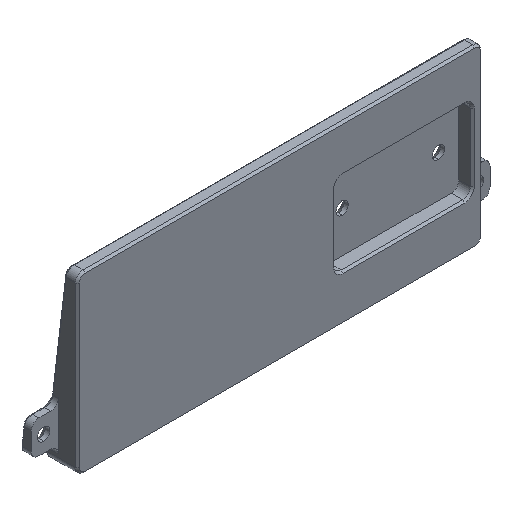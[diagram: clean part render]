
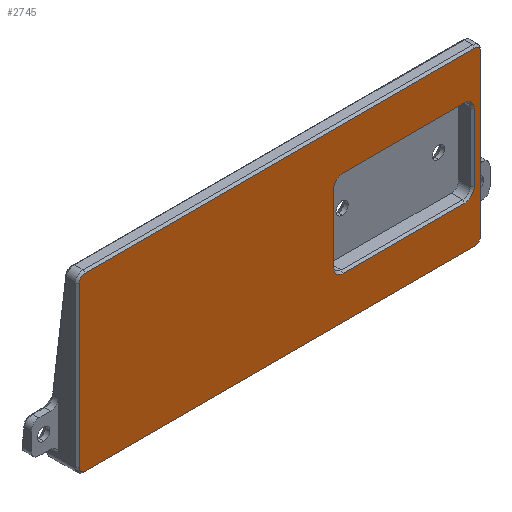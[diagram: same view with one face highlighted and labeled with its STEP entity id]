
A CAD part, isometric view. The second image highlights one B-rep face of the part: STEP entity #2745.
In plain terms, the highlighted planar face has unit normal (0, -1, 0).
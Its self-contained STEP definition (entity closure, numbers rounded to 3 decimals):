
#15 = EDGE_CURVE ( 'NONE', #861, #632, #290, .T. ) ;
#21 = AXIS2_PLACEMENT_3D ( 'NONE', #687, #1748, #2587 ) ;
#29 = DIRECTION ( 'NONE',  ( 0., 1., 0. ) ) ;
#41 = CARTESIAN_POINT ( 'NONE',  ( 0., 0., 0. ) ) ;
#98 = VERTEX_POINT ( 'NONE', #132 ) ;
#127 = CARTESIAN_POINT ( 'NONE',  ( 69.1, 0., -11.5 ) ) ;
#132 = CARTESIAN_POINT ( 'NONE',  ( 103.3, 0., -0.5 ) ) ;
#139 = EDGE_CURVE ( 'NONE', #98, #3105, #2358, .T. ) ;
#155 = EDGE_CURVE ( 'NONE', #2777, #747, #2535, .T. ) ;
#168 = CARTESIAN_POINT ( 'NONE',  ( 2., 0., -0.5 ) ) ;
#214 = VECTOR ( 'NONE', #2930, 1000. ) ;
#229 = EDGE_CURVE ( 'NONE', #2670, #2777, #3196, .T. ) ;
#233 = DIRECTION ( 'NONE',  ( 0., 0., -1. ) ) ;
#290 = LINE ( 'NONE', #2519, #849 ) ;
#325 = CARTESIAN_POINT ( 'NONE',  ( 0.5, 0., -2. ) ) ;
#337 = EDGE_CURVE ( 'NONE', #632, #743, #3167, .T. ) ;
#357 = CARTESIAN_POINT ( 'NONE',  ( 100.7, 0., -31.6 ) ) ;
#378 = DIRECTION ( 'NONE',  ( 1., 0., 0. ) ) ;
#388 = EDGE_CURVE ( 'NONE', #1704, #861, #830, .T. ) ;
#394 = CARTESIAN_POINT ( 'NONE',  ( 2., 0., -43.6 ) ) ;
#418 = DIRECTION ( 'NONE',  ( 0., 1., 0. ) ) ;
#423 = CARTESIAN_POINT ( 'NONE',  ( 66.6, 0., -31.6 ) ) ;
#445 = DIRECTION ( 'NONE',  ( 0., 0., -1. ) ) ;
#474 = AXIS2_PLACEMENT_3D ( 'NONE', #394, #665, #445 ) ;
#491 = VECTOR ( 'NONE', #1818, 1000. ) ;
#520 = VERTEX_POINT ( 'NONE', #1068 ) ;
#554 = EDGE_CURVE ( 'NONE', #1589, #2281, #585, .T. ) ;
#585 = LINE ( 'NONE', #3093, #1806 ) ;
#587 = FACE_OUTER_BOUND ( 'NONE', #1754, .T. ) ;
#632 = VERTEX_POINT ( 'NONE', #1552 ) ;
#640 = DIRECTION ( 'NONE',  ( 0., -1., 0. ) ) ;
#661 = DIRECTION ( 'NONE',  ( 0., 1., 0. ) ) ;
#665 = DIRECTION ( 'NONE',  ( 0., -1., 0. ) ) ;
#684 = AXIS2_PLACEMENT_3D ( 'NONE', #3500, #418, #3539 ) ;
#685 = DIRECTION ( 'NONE',  ( 0., 0., -1. ) ) ;
#687 = CARTESIAN_POINT ( 'NONE',  ( 2., 0., -2. ) ) ;
#743 = VERTEX_POINT ( 'NONE', #1817 ) ;
#747 = VERTEX_POINT ( 'NONE', #423 ) ;
#771 = AXIS2_PLACEMENT_3D ( 'NONE', #41, #640, #1457 ) ;
#775 = LINE ( 'NONE', #1607, #3172 ) ;
#804 = VECTOR ( 'NONE', #2393, 1000. ) ;
#830 = CIRCLE ( 'NONE', #474, 1.5 ) ;
#849 = VECTOR ( 'NONE', #2829, 1000. ) ;
#861 = VERTEX_POINT ( 'NONE', #1340 ) ;
#875 = ORIENTED_EDGE ( 'NONE', *, *, #139, .T. ) ;
#922 = CARTESIAN_POINT ( 'NONE',  ( 103.2, 0., -31.6 ) ) ;
#923 = DIRECTION ( 'NONE',  ( 0., 0., -1. ) ) ;
#943 = CARTESIAN_POINT ( 'NONE',  ( 103.3, 0., -2. ) ) ;
#960 = DIRECTION ( 'NONE',  ( 0., 0., -1. ) ) ;
#1010 = CIRCLE ( 'NONE', #2755, 2.5 ) ;
#1025 = ORIENTED_EDGE ( 'NONE', *, *, #1157, .T. ) ;
#1040 = EDGE_CURVE ( 'NONE', #520, #98, #1138, .T. ) ;
#1068 = CARTESIAN_POINT ( 'NONE',  ( 104.8, 0., -2. ) ) ;
#1113 = EDGE_LOOP ( 'NONE', ( #2441, #1508, #2329, #2703, #1895, #1300, #3223, #2809 ) ) ;
#1138 = CIRCLE ( 'NONE', #3186, 1.5 ) ;
#1157 = EDGE_CURVE ( 'NONE', #3105, #1649, #2067, .T. ) ;
#1243 = DIRECTION ( 'NONE',  ( 0., -1., 0. ) ) ;
#1258 = CARTESIAN_POINT ( 'NONE',  ( 100.7, 0., -14. ) ) ;
#1289 = CARTESIAN_POINT ( 'NONE',  ( 69.1, 0., -34.1 ) ) ;
#1300 = ORIENTED_EDGE ( 'NONE', *, *, #229, .T. ) ;
#1340 = CARTESIAN_POINT ( 'NONE',  ( 2., 0., -45.1 ) ) ;
#1386 = ORIENTED_EDGE ( 'NONE', *, *, #1731, .T. ) ;
#1414 = PLANE ( 'NONE',  #771 ) ;
#1457 = DIRECTION ( 'NONE',  ( 0., 0., -1. ) ) ;
#1507 = ORIENTED_EDGE ( 'NONE', *, *, #1040, .T. ) ;
#1508 = ORIENTED_EDGE ( 'NONE', *, *, #1951, .T. ) ;
#1552 = CARTESIAN_POINT ( 'NONE',  ( 103.3, 0., -45.1 ) ) ;
#1575 = CARTESIAN_POINT ( 'NONE',  ( 104.8, 0., -2. ) ) ;
#1589 = VERTEX_POINT ( 'NONE', #2191 ) ;
#1607 = CARTESIAN_POINT ( 'NONE',  ( 66.6, 0., -14. ) ) ;
#1648 = LINE ( 'NONE', #2686, #1653 ) ;
#1649 = VERTEX_POINT ( 'NONE', #325 ) ;
#1653 = VECTOR ( 'NONE', #233, 1000. ) ;
#1704 = VERTEX_POINT ( 'NONE', #2101 ) ;
#1731 = EDGE_CURVE ( 'NONE', #743, #520, #2669, .T. ) ;
#1732 = DIRECTION ( 'NONE',  ( 0., 0., -1. ) ) ;
#1741 = EDGE_CURVE ( 'NONE', #3162, #2958, #2256, .T. ) ;
#1748 = DIRECTION ( 'NONE',  ( 0., -1., 0. ) ) ;
#1750 = CARTESIAN_POINT ( 'NONE',  ( 100.7, 0., -11.5 ) ) ;
#1754 = EDGE_LOOP ( 'NONE', ( #3422, #2516, #2334, #1386, #1507, #875, #1025, #2699 ) ) ;
#1765 = CARTESIAN_POINT ( 'NONE',  ( 103.3, 0., -43.6 ) ) ;
#1806 = VECTOR ( 'NONE', #2835, 1000. ) ;
#1817 = CARTESIAN_POINT ( 'NONE',  ( 104.8, 0., -43.6 ) ) ;
#1818 = DIRECTION ( 'NONE',  ( -1., 0., 0. ) ) ;
#1895 = ORIENTED_EDGE ( 'NONE', *, *, #2015, .T. ) ;
#1951 = EDGE_CURVE ( 'NONE', #2958, #2409, #2310, .T. ) ;
#2015 = EDGE_CURVE ( 'NONE', #2281, #2670, #3174, .T. ) ;
#2054 = AXIS2_PLACEMENT_3D ( 'NONE', #357, #29, #1732 ) ;
#2067 = CIRCLE ( 'NONE', #21, 1.5 ) ;
#2088 = CARTESIAN_POINT ( 'NONE',  ( 69.1, 0., -31.6 ) ) ;
#2101 = CARTESIAN_POINT ( 'NONE',  ( 0.5, 0., -43.6 ) ) ;
#2171 = VECTOR ( 'NONE', #378, 1000. ) ;
#2191 = CARTESIAN_POINT ( 'NONE',  ( 103.2, 0., -14. ) ) ;
#2212 = CARTESIAN_POINT ( 'NONE',  ( 100.7, 0., -34.1 ) ) ;
#2256 = CIRCLE ( 'NONE', #684, 2.5 ) ;
#2281 = VERTEX_POINT ( 'NONE', #922 ) ;
#2310 = LINE ( 'NONE', #1750, #2171 ) ;
#2329 = ORIENTED_EDGE ( 'NONE', *, *, #2820, .T. ) ;
#2334 = ORIENTED_EDGE ( 'NONE', *, *, #337, .T. ) ;
#2358 = LINE ( 'NONE', #168, #491 ) ;
#2393 = DIRECTION ( 'NONE',  ( -1., 0., 0. ) ) ;
#2400 = AXIS2_PLACEMENT_3D ( 'NONE', #1765, #2938, #960 ) ;
#2409 = VERTEX_POINT ( 'NONE', #3165 ) ;
#2441 = ORIENTED_EDGE ( 'NONE', *, *, #1741, .T. ) ;
#2488 = EDGE_CURVE ( 'NONE', #1649, #1704, #1648, .T. ) ;
#2507 = DIRECTION ( 'NONE',  ( 0., 0., 1. ) ) ;
#2516 = ORIENTED_EDGE ( 'NONE', *, *, #15, .T. ) ;
#2519 = CARTESIAN_POINT ( 'NONE',  ( 103.3, 0., -45.1 ) ) ;
#2535 = CIRCLE ( 'NONE', #3615, 2.5 ) ;
#2587 = DIRECTION ( 'NONE',  ( 0., 0., -1. ) ) ;
#2619 = CARTESIAN_POINT ( 'NONE',  ( 66.6, 0., -14. ) ) ;
#2667 = EDGE_CURVE ( 'NONE', #747, #3162, #775, .T. ) ;
#2669 = LINE ( 'NONE', #1575, #214 ) ;
#2670 = VERTEX_POINT ( 'NONE', #2212 ) ;
#2686 = CARTESIAN_POINT ( 'NONE',  ( 0.5, 0., -43.6 ) ) ;
#2699 = ORIENTED_EDGE ( 'NONE', *, *, #2488, .T. ) ;
#2703 = ORIENTED_EDGE ( 'NONE', *, *, #554, .T. ) ;
#2745 = ADVANCED_FACE ( 'NONE', ( #587, #2802 ), #1414, .T. ) ;
#2755 = AXIS2_PLACEMENT_3D ( 'NONE', #1258, #2968, #685 ) ;
#2777 = VERTEX_POINT ( 'NONE', #2900 ) ;
#2802 = FACE_BOUND ( 'NONE', #1113, .T. ) ;
#2809 = ORIENTED_EDGE ( 'NONE', *, *, #2667, .T. ) ;
#2820 = EDGE_CURVE ( 'NONE', #2409, #1589, #1010, .T. ) ;
#2829 = DIRECTION ( 'NONE',  ( 1., 0., 0. ) ) ;
#2835 = DIRECTION ( 'NONE',  ( 0., 0., -1. ) ) ;
#2900 = CARTESIAN_POINT ( 'NONE',  ( 69.1, 0., -34.1 ) ) ;
#2930 = DIRECTION ( 'NONE',  ( 0., 0., 1. ) ) ;
#2938 = DIRECTION ( 'NONE',  ( 0., -1., 0. ) ) ;
#2958 = VERTEX_POINT ( 'NONE', #127 ) ;
#2968 = DIRECTION ( 'NONE',  ( 0., 1., 0. ) ) ;
#3093 = CARTESIAN_POINT ( 'NONE',  ( 103.2, 0., -31.6 ) ) ;
#3105 = VERTEX_POINT ( 'NONE', #3504 ) ;
#3162 = VERTEX_POINT ( 'NONE', #2619 ) ;
#3165 = CARTESIAN_POINT ( 'NONE',  ( 100.7, 0., -11.5 ) ) ;
#3167 = CIRCLE ( 'NONE', #2400, 1.5 ) ;
#3172 = VECTOR ( 'NONE', #2507, 1000. ) ;
#3174 = CIRCLE ( 'NONE', #2054, 2.5 ) ;
#3186 = AXIS2_PLACEMENT_3D ( 'NONE', #943, #1243, #923 ) ;
#3196 = LINE ( 'NONE', #1289, #804 ) ;
#3214 = DIRECTION ( 'NONE',  ( 0., 0., -1. ) ) ;
#3223 = ORIENTED_EDGE ( 'NONE', *, *, #155, .T. ) ;
#3422 = ORIENTED_EDGE ( 'NONE', *, *, #388, .T. ) ;
#3500 = CARTESIAN_POINT ( 'NONE',  ( 69.1, 0., -14. ) ) ;
#3504 = CARTESIAN_POINT ( 'NONE',  ( 2., 0., -0.5 ) ) ;
#3539 = DIRECTION ( 'NONE',  ( 0., 0., -1. ) ) ;
#3615 = AXIS2_PLACEMENT_3D ( 'NONE', #2088, #661, #3214 ) ;
